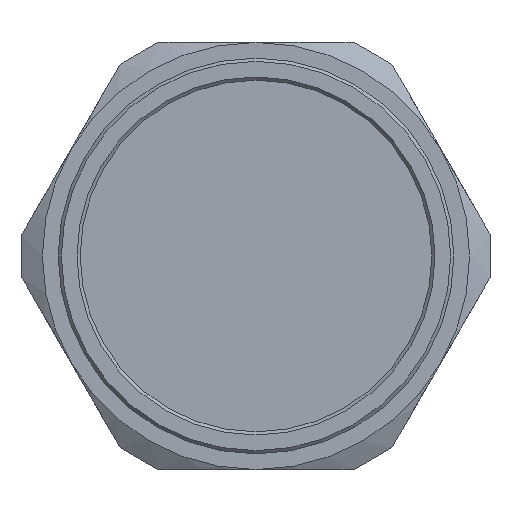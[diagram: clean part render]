
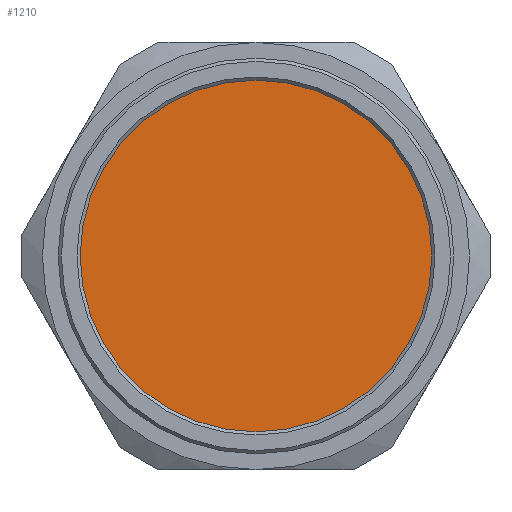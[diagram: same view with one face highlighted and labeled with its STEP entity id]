
A CAD part, front view. The second image highlights one B-rep face of the part: STEP entity #1210.
In plain terms, the highlighted planar face has unit normal (0, -1, 0).
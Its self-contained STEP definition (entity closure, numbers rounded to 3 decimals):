
#258=FACE_OUTER_BOUND('',#337,.T.);
#337=EDGE_LOOP('',(#782));
#422=CIRCLE('',#1313,28.);
#469=VERTEX_POINT('',#1751);
#590=EDGE_CURVE('',#469,#469,#422,.T.);
#782=ORIENTED_EDGE('',*,*,#590,.T.);
#1166=PLANE('',#1312);
#1210=ADVANCED_FACE('',(#258),#1166,.F.);
#1312=AXIS2_PLACEMENT_3D('',#1750,#1440,#1441);
#1313=AXIS2_PLACEMENT_3D('',#1752,#1442,#1443);
#1440=DIRECTION('center_axis',(0.,1.,0.));
#1441=DIRECTION('ref_axis',(0.,0.,1.));
#1442=DIRECTION('center_axis',(0.,-1.,0.));
#1443=DIRECTION('ref_axis',(-1.,0.,0.));
#1750=CARTESIAN_POINT('Origin',(380.59,109.202,383.4));
#1751=CARTESIAN_POINT('',(408.59,109.202,383.4));
#1752=CARTESIAN_POINT('Origin',(380.59,109.202,383.4));
